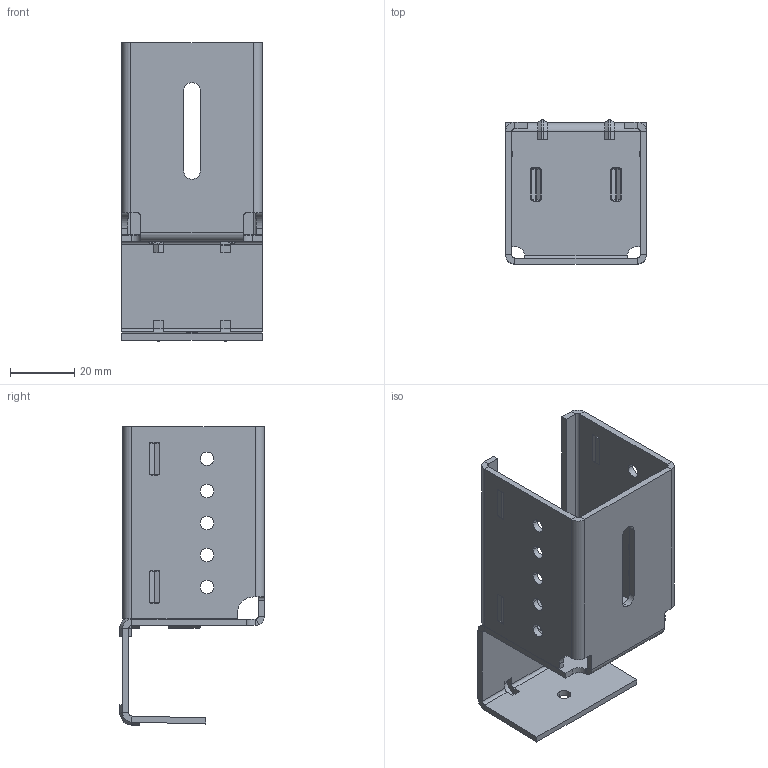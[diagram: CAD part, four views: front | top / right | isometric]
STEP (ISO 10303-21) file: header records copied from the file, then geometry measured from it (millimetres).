
FILE_DESCRIPTION (( 'STEP AP203' ), '1' );
FILE_NAME ('062AHD28M.STEP', '2015-09-11T14:57:18', ( 'Fath' ), ( 'Hewlett-Packard Company' ), 'SwSTEP 2.0', 'SolidWorks 2014', '' );
FILE_SCHEMA (( 'CONFIG_CONTROL_DESIGN' ));
Length unit declared in the file: millimetre
Products named in the file (1): 062AHD28M
Bounding box: 44 x 45.22 x 93.16 mm (x, y, z)
Volume: 22440.6 mm3; surface area: 25653.4 mm2
Topology: 6 solids, 6 shells, 467 faces, 1053 edges, 594 vertices
Faces by surface type: plane 188, cylinder 185, bspline 50, sphere 32, cone 8, torus 4
Entity records: 13676 total; most frequent: CARTESIAN_POINT 3545, DIRECTION 2115, ORIENTED_EDGE 2090, EDGE_CURVE 1045, AXIS2_PLACEMENT_3D 760, VECTOR 595, LINE 595, VERTEX_POINT 594
